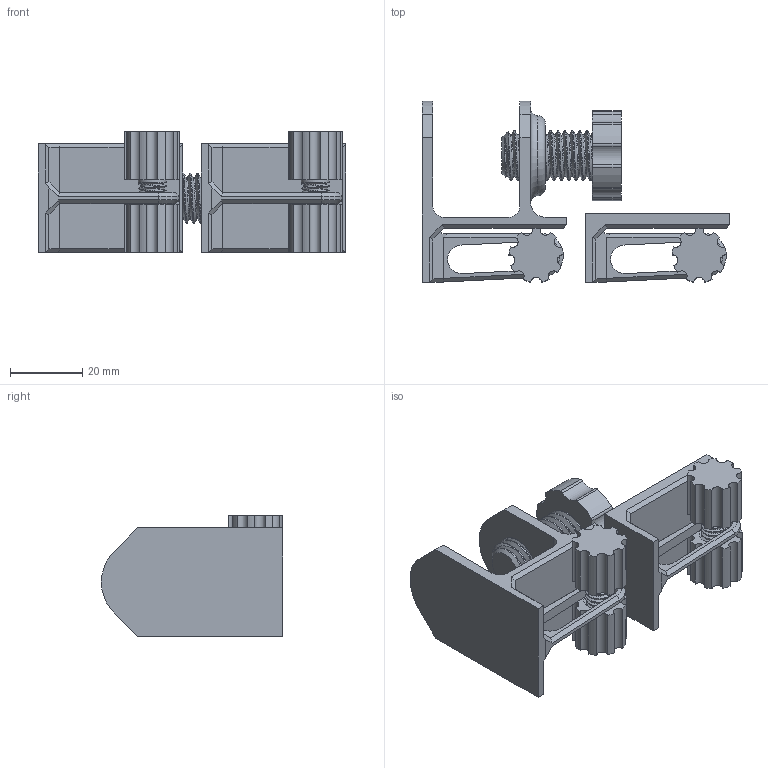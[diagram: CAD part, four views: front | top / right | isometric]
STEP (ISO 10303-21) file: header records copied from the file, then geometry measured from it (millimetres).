
FILE_DESCRIPTION(/* description */ (''),/* implementation_level */ '2;1');
FILE_NAME(/* name */ 'pagehook v1.step',/* time_stamp */ '2022-03-20T07:16:30-04:00',/* author */ (''),/* organization */ (''),/* preprocessor_version */ 'ST-DEVELOPER v18.1',/* originating_system */ 'Autodesk Translation Framework v10.13.0.1454',/* authorisation */ '');
FILE_SCHEMA (('AUTOMOTIVE_DESIGN { 1 0 10303 214 3 1 1 }'));
Length unit declared in the file: millimetre
Products named in the file (5): pagehook; Bolt; Hook; FridgeHook; PaperCatch
Assembly tree (5 placements, depth 2):
  pagehook
    Bolt
    Hook
    PaperCatch  x2
    FridgeHook
Bounding box: 85 x 50 x 33.4 mm (x, y, z)
Volume: 33006.7 mm3; surface area: 21440.9 mm2
Topology: 7 solids, 7 shells, 332 faces, 898 edges, 588 vertices
Faces by surface type: cylinder 203, plane 99, cone 16, bspline 12, torus 2
Full cylindrical faces by diameter (mm): 6.446 x8, 6.5 x3, 6.779 x4, 7.666 x10, 8.17 x2, 11.534 x11, 12.422 x2, 13.822 x11, 14.251 x3
Entity records: 17042 total; most frequent: CARTESIAN_POINT 9689, ORIENTED_EDGE 1568, DIRECTION 1438, EDGE_CURVE 784, AXIS2_PLACEMENT_3D 530, VERTEX_POINT 512, LINE 378, VECTOR 378
